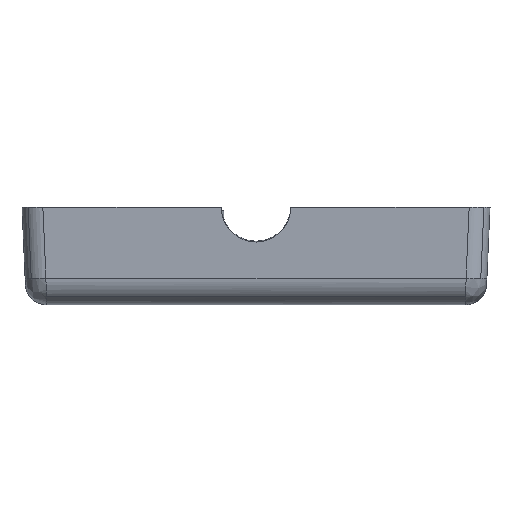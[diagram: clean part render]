
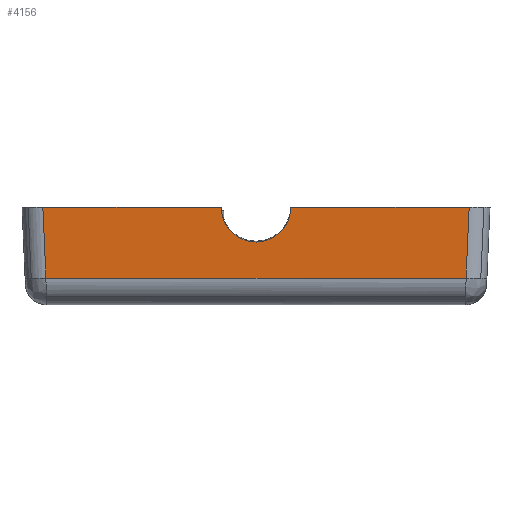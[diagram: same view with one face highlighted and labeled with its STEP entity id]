
A CAD part, left-side view. The second image highlights one B-rep face of the part: STEP entity #4156.
In plain terms, the highlighted planar face has unit normal (-0.999, 0, -0.044).
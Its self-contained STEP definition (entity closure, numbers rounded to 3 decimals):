
#91 = DIRECTION ( 'NONE',  ( -0.999, 0., -0.044 ) ) ;
#263 = LINE ( 'NONE', #2167, #1072 ) ;
#266 = VERTEX_POINT ( 'NONE', #8891 ) ;
#333 = CARTESIAN_POINT ( 'NONE',  ( -32.444, -29.947, -1.283 ) ) ;
#349 = AXIS2_PLACEMENT_3D ( 'NONE', #11450, #9588, #8710 ) ;
#541 = ORIENTED_EDGE ( 'NONE', *, *, #9471, .F. ) ;
#822 = DIRECTION ( 'NONE',  ( 0., 1., 0. ) ) ;
#899 = VERTEX_POINT ( 'NONE', #10277 ) ;
#902 = CARTESIAN_POINT ( 'NONE',  ( -33.111, 0., 14. ) ) ;
#996 = ORIENTED_EDGE ( 'NONE', *, *, #5588, .F. ) ;
#1072 = VECTOR ( 'NONE', #9365, 1000. ) ;
#1305 = ORIENTED_EDGE ( 'NONE', *, *, #7018, .T. ) ;
#1317 = LINE ( 'NONE', #9320, #8750 ) ;
#1470 = DIRECTION ( 'NONE',  ( 0., 1., 0. ) ) ;
#2158 = EDGE_CURVE ( 'NONE', #6109, #10755, #4293, .T. ) ;
#2167 = CARTESIAN_POINT ( 'NONE',  ( -32.667, -16.5, 3.826 ) ) ;
#2221 = CARTESIAN_POINT ( 'NONE',  ( -33.111, 0., 14. ) ) ;
#2456 = VECTOR ( 'NONE', #822, 1000. ) ;
#2619 = AXIS2_PLACEMENT_3D ( 'NONE', #2221, #9362, #6693 ) ;
#3189 = ORIENTED_EDGE ( 'NONE', *, *, #3774, .F. ) ;
#3199 = ORIENTED_EDGE ( 'NONE', *, *, #5446, .F. ) ;
#3231 = VERTEX_POINT ( 'NONE', #7391 ) ;
#3335 = EDGE_LOOP ( 'NONE', ( #3199, #9387, #541, #8591, #3189, #1305, #996 ) ) ;
#3774 = EDGE_CURVE ( 'NONE', #9574, #266, #8440, .T. ) ;
#4156 = ADVANCED_FACE ( 'NONE', ( #10355 ), #4307, .T. ) ;
#4183 = CARTESIAN_POINT ( 'NONE',  ( -33.111, -33., 14. ) ) ;
#4293 = LINE ( 'NONE', #4183, #2456 ) ;
#4307 = PLANE ( 'NONE',  #349 ) ;
#4425 = DIRECTION ( 'NONE',  ( 0.044, 0., -0.999 ) ) ;
#4782 = VECTOR ( 'NONE', #11061, 1000. ) ;
#5329 = CARTESIAN_POINT ( 'NONE',  ( -33.111, 5., 14. ) ) ;
#5446 = EDGE_CURVE ( 'NONE', #6109, #11151, #5972, .T. ) ;
#5588 = EDGE_CURVE ( 'NONE', #11151, #3231, #8541, .T. ) ;
#5667 = DIRECTION ( 'NONE',  ( -0.044, 0.044, 0.998 ) ) ;
#5937 = LINE ( 'NONE', #8520, #7131 ) ;
#5972 = CIRCLE ( 'NONE', #11141, 5. ) ;
#6108 = CARTESIAN_POINT ( 'NONE',  ( -33.111, 30.614, 14. ) ) ;
#6109 = VERTEX_POINT ( 'NONE', #5329 ) ;
#6693 = DIRECTION ( 'NONE',  ( 0.044, 0., -0.999 ) ) ;
#7018 = EDGE_CURVE ( 'NONE', #9574, #3231, #5937, .T. ) ;
#7131 = VECTOR ( 'NONE', #1470, 1000. ) ;
#7391 = CARTESIAN_POINT ( 'NONE',  ( -33.111, -5., 14. ) ) ;
#7916 = CARTESIAN_POINT ( 'NONE',  ( -33.111, -30.614, 14. ) ) ;
#8100 = EDGE_CURVE ( 'NONE', #266, #899, #263, .T. ) ;
#8106 = CARTESIAN_POINT ( 'NONE',  ( -32.893, 0., 9.005 ) ) ;
#8440 = LINE ( 'NONE', #333, #4782 ) ;
#8520 = CARTESIAN_POINT ( 'NONE',  ( -33.111, -33., 14. ) ) ;
#8541 = CIRCLE ( 'NONE', #2619, 5. ) ;
#8591 = ORIENTED_EDGE ( 'NONE', *, *, #8100, .F. ) ;
#8710 = DIRECTION ( 'NONE',  ( -0.044, 0., 0.999 ) ) ;
#8750 = VECTOR ( 'NONE', #5667, 1000. ) ;
#8891 = CARTESIAN_POINT ( 'NONE',  ( -32.667, -30.17, 3.826 ) ) ;
#9320 = CARTESIAN_POINT ( 'NONE',  ( -32.443, 29.946, -1.305 ) ) ;
#9362 = DIRECTION ( 'NONE',  ( -0.999, 0., -0.044 ) ) ;
#9365 = DIRECTION ( 'NONE',  ( 0., 1., 0. ) ) ;
#9387 = ORIENTED_EDGE ( 'NONE', *, *, #2158, .T. ) ;
#9471 = EDGE_CURVE ( 'NONE', #899, #10755, #1317, .T. ) ;
#9574 = VERTEX_POINT ( 'NONE', #7916 ) ;
#9588 = DIRECTION ( 'NONE',  ( -0.999, 0., -0.044 ) ) ;
#10277 = CARTESIAN_POINT ( 'NONE',  ( -32.667, 30.17, 3.826 ) ) ;
#10355 = FACE_OUTER_BOUND ( 'NONE', #3335, .T. ) ;
#10755 = VERTEX_POINT ( 'NONE', #6108 ) ;
#11061 = DIRECTION ( 'NONE',  ( 0.044, 0.044, -0.998 ) ) ;
#11141 = AXIS2_PLACEMENT_3D ( 'NONE', #902, #91, #4425 ) ;
#11151 = VERTEX_POINT ( 'NONE', #8106 ) ;
#11450 = CARTESIAN_POINT ( 'NONE',  ( -32.5, -33., 0. ) ) ;
